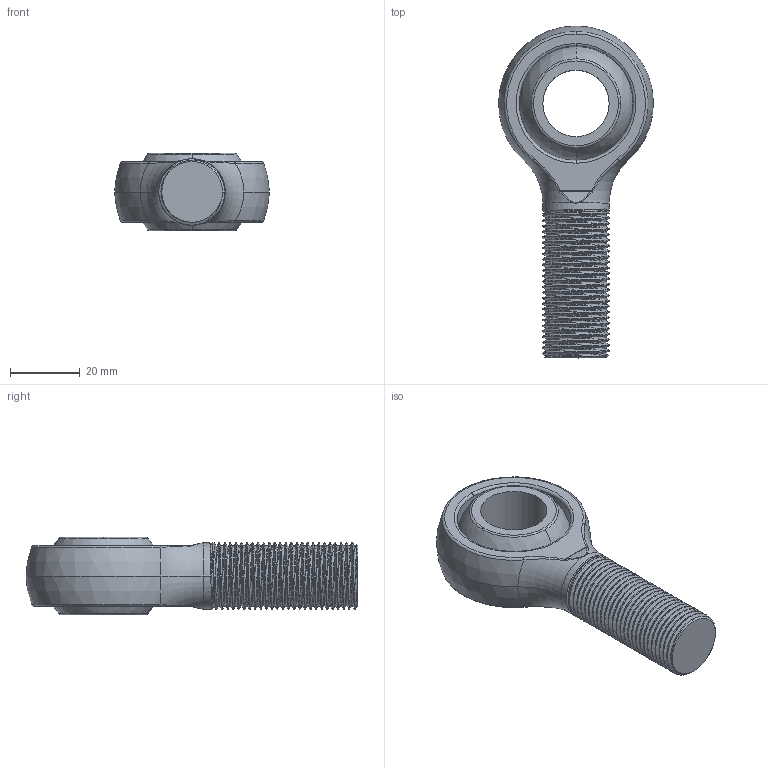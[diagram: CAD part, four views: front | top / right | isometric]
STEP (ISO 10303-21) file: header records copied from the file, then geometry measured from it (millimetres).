
FILE_DESCRIPTION (( 'STEP AP214' ), '1' );
FILE_NAME ('0.75-RodEnd.STEP', '2012-04-19T14:14:48', ( 'RSmith' ), ( 'Austin Hardware' ), 'SwSTEP 2.0', 'SolidWorks 2012', '' );
FILE_SCHEMA (( 'AUTOMOTIVE_DESIGN' ));
Length unit declared in the file: inch
Products named in the file (3): ROD-END-BALL; 0.75-RodEnd; ROD-END-THREADED
Assembly tree (2 placements, depth 2):
  0.75-RodEnd
    ROD-END-THREADED
    ROD-END-BALL
Bounding box: 44.44 x 95.25 x 22.23 mm (x, y, z)
Volume: 35058.5 mm3; surface area: 13644.8 mm2
Topology: 2 solids, 2 shells, 109 faces, 314 edges, 205 vertices
Faces by surface type: cylinder 62, bspline 17, torus 14, plane 7, sphere 6, cone 3
Entity records: 12627 total; most frequent: CARTESIAN_POINT 9987, ORIENTED_EDGE 608, DIRECTION 433, EDGE_CURVE 304, VERTEX_POINT 199, AXIS2_PLACEMENT_3D 183, B_SPLINE_CURVE_WITH_KNOTS 147, EDGE_LOOP 113
